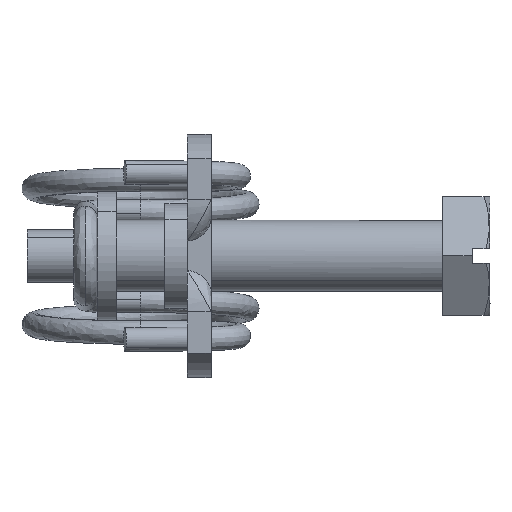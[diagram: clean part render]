
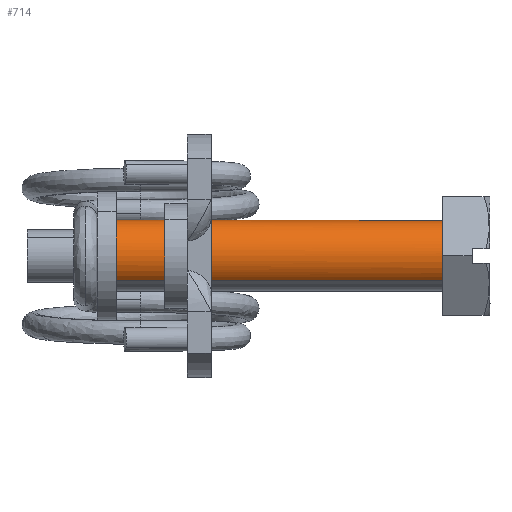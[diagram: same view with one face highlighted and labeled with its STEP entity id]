
A CAD part, top view. The second image highlights one B-rep face of the part: STEP entity #714.
In plain terms, the highlighted free-form (B-spline) face has degree [2, 1] with [5, 2] control points.
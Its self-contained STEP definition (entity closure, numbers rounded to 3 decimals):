
#490=CARTESIAN_POINT('',(-27.5,0.0,3.0));
#491=VERTEX_POINT('',#490);
#492=CARTESIAN_POINT('',(-27.5,3.,0.));
#493=VERTEX_POINT('',#492);
#494=CARTESIAN_POINT('',(-27.5,0.0,3.0));
#495=CARTESIAN_POINT('',(-27.5,0.295,3.));
#496=CARTESIAN_POINT('',(-27.5,0.761,2.931));
#497=CARTESIAN_POINT('',(-27.5,1.378,2.684));
#498=CARTESIAN_POINT('',(-27.5,1.868,2.374));
#499=CARTESIAN_POINT('',(-27.5,2.277,1.98));
#500=CARTESIAN_POINT('',(-27.5,2.548,1.599));
#501=CARTESIAN_POINT('',(-27.5,2.739,1.241));
#502=CARTESIAN_POINT('',(-27.5,2.934,0.736));
#503=CARTESIAN_POINT('',(-27.5,3.,0.295));
#504=CARTESIAN_POINT('',(-27.5,3.,0.));
#505=B_SPLINE_CURVE_WITH_KNOTS('',3,(#494,#495,#496,#497,#498,#499,#500,#501,#502,#503,#504),.UNSPECIFIED.,.F.,.U.,(4,1,1,1,1,1,1,1,4),(0.,0.884,1.399,1.988,2.614,3.093,3.387,3.829,4.712),.UNSPECIFIED.);
#506=EDGE_CURVE('',#491,#493,#505,.T.);
#508=CARTESIAN_POINT('',(-27.5,2.103,-2.14));
#509=VERTEX_POINT('',#508);
#510=CARTESIAN_POINT('',(-27.5,3.,0.));
#511=CARTESIAN_POINT('',(-27.5,3.,-0.261));
#512=CARTESIAN_POINT('',(-27.5,2.943,-0.695));
#513=CARTESIAN_POINT('',(-27.5,2.744,-1.245));
#514=CARTESIAN_POINT('',(-27.5,2.483,-1.713));
#515=CARTESIAN_POINT('',(-27.5,2.253,-1.992));
#516=CARTESIAN_POINT('',(-27.5,2.103,-2.14));
#517=B_SPLINE_CURVE_WITH_KNOTS('',3,(#510,#511,#512,#513,#514,#515,#516),.UNSPECIFIED.,.F.,.U.,(4,1,1,1,4),(0.,0.782,1.303,1.75,2.382),.UNSPECIFIED.);
#518=EDGE_CURVE('',#493,#509,#517,.T.);
#548=CARTESIAN_POINT('',(-27.5,-2.103,2.14));
#549=VERTEX_POINT('',#548);
#560=CARTESIAN_POINT('',(-27.5,-2.103,2.14));
#561=CARTESIAN_POINT('',(-27.5,-1.947,2.293));
#562=CARTESIAN_POINT('',(-27.5,-1.611,2.557));
#563=CARTESIAN_POINT('',(-27.5,-1.14,2.788));
#564=CARTESIAN_POINT('',(-27.5,-0.607,2.955));
#565=CARTESIAN_POINT('',(-27.5,-0.255,3.));
#566=CARTESIAN_POINT('',(-27.5,0.0,3.0));
#567=B_SPLINE_CURVE_WITH_KNOTS('',3,(#560,#561,#562,#563,#564,#565,#566),.UNSPECIFIED.,.F.,.U.,(4,1,1,1,4),(0.,0.655,1.274,1.565,2.33),.UNSPECIFIED.);
#568=EDGE_CURVE('',#549,#491,#567,.T.);
#593=CARTESIAN_POINT('',(0.,2.103,-2.14));
#594=VERTEX_POINT('',#593);
#622=CARTESIAN_POINT('',(0.,-2.103,2.14));
#623=VERTEX_POINT('',#622);
#635=CARTESIAN_POINT('',(0.,-2.103,2.14));
#636=CARTESIAN_POINT('',(-27.5,-2.103,2.14));
#637=QUASI_UNIFORM_CURVE('',1,(#635,#636),.UNSPECIFIED.,.F.,.U.);
#638=EDGE_CURVE('',#623,#549,#637,.T.);
#643=CARTESIAN_POINT('',(0.,2.103,-2.14));
#644=CARTESIAN_POINT('',(-27.5,2.103,-2.14));
#645=QUASI_UNIFORM_CURVE('',1,(#643,#644),.UNSPECIFIED.,.F.,.U.);
#646=EDGE_CURVE('',#594,#509,#645,.T.);
#651=CARTESIAN_POINT('',(0.688,-2.103,2.14));
#652=CARTESIAN_POINT('',(0.688,0.037,4.242));
#653=CARTESIAN_POINT('',(0.688,2.14,2.103));
#654=CARTESIAN_POINT('',(0.688,4.242,-0.037));
#655=CARTESIAN_POINT('',(0.688,2.103,-2.14));
#656=CARTESIAN_POINT('',(-28.205,-2.103,2.14));
#657=CARTESIAN_POINT('',(-28.205,0.037,4.242));
#658=CARTESIAN_POINT('',(-28.205,2.14,2.103));
#659=CARTESIAN_POINT('',(-28.205,4.242,-0.037));
#660=CARTESIAN_POINT('',(-28.205,2.103,-2.14));
#668=(BOUNDED_SURFACE()B_SPLINE_SURFACE(2,1,((#651,#656),(#652,#657),(#653,#658),(#654,#659),(#655,#660)),.UNSPECIFIED.,.F.,.F.,.U.)B_SPLINE_SURFACE_WITH_KNOTS((3,2,3),(2,2),(0.0,4.971,9.941),(0.0,28.892),.UNSPECIFIED.)GEOMETRIC_REPRESENTATION_ITEM()RATIONAL_B_SPLINE_SURFACE(((1.0,1.0),(0.707,0.707),(1.0,1.0),(0.707,0.707),(1.0,1.0)))REPRESENTATION_ITEM('')SURFACE());
#669=CARTESIAN_POINT('',(0.0,3.,0.));
#670=VERTEX_POINT('',#669);
#671=CARTESIAN_POINT('',(0.,2.103,-2.14));
#672=CARTESIAN_POINT('',(0.,2.324,-1.922));
#673=CARTESIAN_POINT('',(0.,2.616,-1.529));
#674=CARTESIAN_POINT('',(0.,2.842,-0.989));
#675=CARTESIAN_POINT('',(0.,2.967,-0.521));
#676=CARTESIAN_POINT('',(0.,3.,-0.211));
#677=CARTESIAN_POINT('',(0.0,3.,0.));
#678=B_SPLINE_CURVE_WITH_KNOTS('',3,(#671,#672,#673,#674,#675,#676,#677),.UNSPECIFIED.,.F.,.U.,(4,1,1,1,4),(0.,0.931,1.452,1.75,2.382),.UNSPECIFIED.);
#679=EDGE_CURVE('',#594,#670,#678,.T.);
#680=ORIENTED_EDGE('',*,*,#679,.F.);
#681=ORIENTED_EDGE('',*,*,#646,.T.);
#682=ORIENTED_EDGE('',*,*,#518,.F.);
#683=ORIENTED_EDGE('',*,*,#506,.F.);
#684=ORIENTED_EDGE('',*,*,#568,.F.);
#685=ORIENTED_EDGE('',*,*,#638,.F.);
#686=CARTESIAN_POINT('',(0.0,0.0,3.0));
#687=VERTEX_POINT('',#686);
#688=CARTESIAN_POINT('',(0.0,0.0,3.0));
#689=CARTESIAN_POINT('',(0.,-0.218,3.));
#690=CARTESIAN_POINT('',(0.,-0.619,2.956));
#691=CARTESIAN_POINT('',(0.,-1.141,2.789));
#692=CARTESIAN_POINT('',(0.,-1.639,2.534));
#693=CARTESIAN_POINT('',(0.,-1.938,2.301));
#694=CARTESIAN_POINT('',(0.,-2.103,2.14));
#695=B_SPLINE_CURVE_WITH_KNOTS('',3,(#688,#689,#690,#691,#692,#693,#694),.UNSPECIFIED.,.F.,.U.,(4,1,1,1,4),(0.,0.655,1.201,1.638,2.33),.UNSPECIFIED.);
#696=EDGE_CURVE('',#687,#623,#695,.T.);
#697=ORIENTED_EDGE('',*,*,#696,.F.);
#698=CARTESIAN_POINT('',(0.0,3.,0.));
#699=CARTESIAN_POINT('',(0.0,3.,0.295));
#700=CARTESIAN_POINT('',(0.0,2.938,0.712));
#701=CARTESIAN_POINT('',(0.0,2.728,1.276));
#702=CARTESIAN_POINT('',(0.0,2.482,1.718));
#703=CARTESIAN_POINT('',(0.0,2.132,2.133));
#704=CARTESIAN_POINT('',(0.0,1.763,2.44));
#705=CARTESIAN_POINT('',(0.0,1.355,2.691));
#706=CARTESIAN_POINT('',(0.0,0.785,2.927));
#707=CARTESIAN_POINT('',(0.0,0.295,3.));
#708=CARTESIAN_POINT('',(0.0,0.0,3.0));
#709=B_SPLINE_CURVE_WITH_KNOTS('',3,(#698,#699,#700,#701,#702,#703,#704,#705,#706,#707,#708),.UNSPECIFIED.,.F.,.U.,(4,1,1,1,1,1,1,1,4),(0.,0.884,1.252,1.804,2.393,2.872,3.24,3.829,4.712),.UNSPECIFIED.);
#710=EDGE_CURVE('',#670,#687,#709,.T.);
#711=ORIENTED_EDGE('',*,*,#710,.F.);
#712=EDGE_LOOP('',(#680,#681,#682,#683,#684,#685,#697,#711));
#713=FACE_OUTER_BOUND('',#712,.T.);
#714=ADVANCED_FACE('',(#713),#668,.T.);
